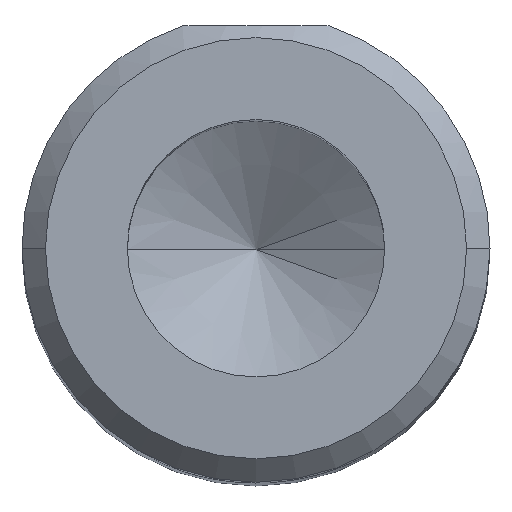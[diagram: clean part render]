
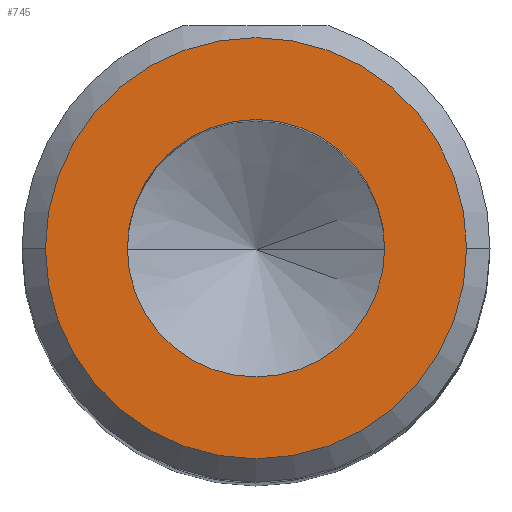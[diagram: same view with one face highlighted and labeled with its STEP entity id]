
A CAD part, top view. The second image highlights one B-rep face of the part: STEP entity #745.
In plain terms, the highlighted planar face has unit normal (0, 0, 1).
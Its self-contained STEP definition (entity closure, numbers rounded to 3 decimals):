
#9 = FACE_OUTER_BOUND ( 'NONE', #965, .T. ) ;
#32 = AXIS2_PLACEMENT_3D ( 'NONE', #626, #61, #724 ) ;
#48 = CARTESIAN_POINT ( 'NONE',  ( 0., 0., 15. ) ) ;
#61 = DIRECTION ( 'NONE',  ( 0., 0., 1. ) ) ;
#127 = CIRCLE ( 'NONE', #32, 1.65 ) ;
#147 = VERTEX_POINT ( 'NONE', #549 ) ;
#151 = AXIS2_PLACEMENT_3D ( 'NONE', #1248, #210, #848 ) ;
#153 = DIRECTION ( 'NONE',  ( 1., 0., 0. ) ) ;
#160 = AXIS2_PLACEMENT_3D ( 'NONE', #48, #711, #153 ) ;
#174 = ORIENTED_EDGE ( 'NONE', *, *, #881, .T. ) ;
#190 = CIRCLE ( 'NONE', #1162, 2.7 ) ;
#210 = DIRECTION ( 'NONE',  ( 0., 0., 1. ) ) ;
#239 = ORIENTED_EDGE ( 'NONE', *, *, #1203, .F. ) ;
#298 = CARTESIAN_POINT ( 'NONE',  ( 0., 0., 15. ) ) ;
#387 = DIRECTION ( 'NONE',  ( 1., 0., 0. ) ) ;
#419 = CIRCLE ( 'NONE', #160, 2.7 ) ;
#439 = CARTESIAN_POINT ( 'NONE',  ( 1.65, 0., 15. ) ) ;
#500 = AXIS2_PLACEMENT_3D ( 'NONE', #1142, #564, #1246 ) ;
#549 = CARTESIAN_POINT ( 'NONE',  ( -2.7, 0., 15. ) ) ;
#556 = FACE_BOUND ( 'NONE', #880, .T. ) ;
#564 = DIRECTION ( 'NONE',  ( 0., 0., 1. ) ) ;
#626 = CARTESIAN_POINT ( 'NONE',  ( 0., 0., 15. ) ) ;
#711 = DIRECTION ( 'NONE',  ( 0., 0., 1. ) ) ;
#724 = DIRECTION ( 'NONE',  ( 1., 0., 0. ) ) ;
#734 = CARTESIAN_POINT ( 'NONE',  ( 2.7, 0., 15. ) ) ;
#745 = ADVANCED_FACE ( 'NONE', ( #9, #556 ), #755, .T. ) ;
#755 = PLANE ( 'NONE',  #151 ) ;
#848 = DIRECTION ( 'NONE',  ( 1., 0., 0. ) ) ;
#852 = VERTEX_POINT ( 'NONE', #1090 ) ;
#880 = EDGE_LOOP ( 'NONE', ( #239, #928 ) ) ;
#881 = EDGE_CURVE ( 'NONE', #1153, #147, #419, .T. ) ;
#896 = CIRCLE ( 'NONE', #500, 1.65 ) ;
#899 = VERTEX_POINT ( 'NONE', #439 ) ;
#928 = ORIENTED_EDGE ( 'NONE', *, *, #937, .F. ) ;
#937 = EDGE_CURVE ( 'NONE', #852, #899, #127, .T. ) ;
#946 = DIRECTION ( 'NONE',  ( 0., 0., 1. ) ) ;
#965 = EDGE_LOOP ( 'NONE', ( #1224, #174 ) ) ;
#1090 = CARTESIAN_POINT ( 'NONE',  ( -1.65, 0., 15. ) ) ;
#1142 = CARTESIAN_POINT ( 'NONE',  ( 0., 0., 15. ) ) ;
#1153 = VERTEX_POINT ( 'NONE', #734 ) ;
#1162 = AXIS2_PLACEMENT_3D ( 'NONE', #298, #946, #387 ) ;
#1193 = EDGE_CURVE ( 'NONE', #147, #1153, #190, .T. ) ;
#1203 = EDGE_CURVE ( 'NONE', #899, #852, #896, .T. ) ;
#1224 = ORIENTED_EDGE ( 'NONE', *, *, #1193, .T. ) ;
#1246 = DIRECTION ( 'NONE',  ( 1., 0., 0. ) ) ;
#1248 = CARTESIAN_POINT ( 'NONE',  ( 0., 0., 15. ) ) ;
